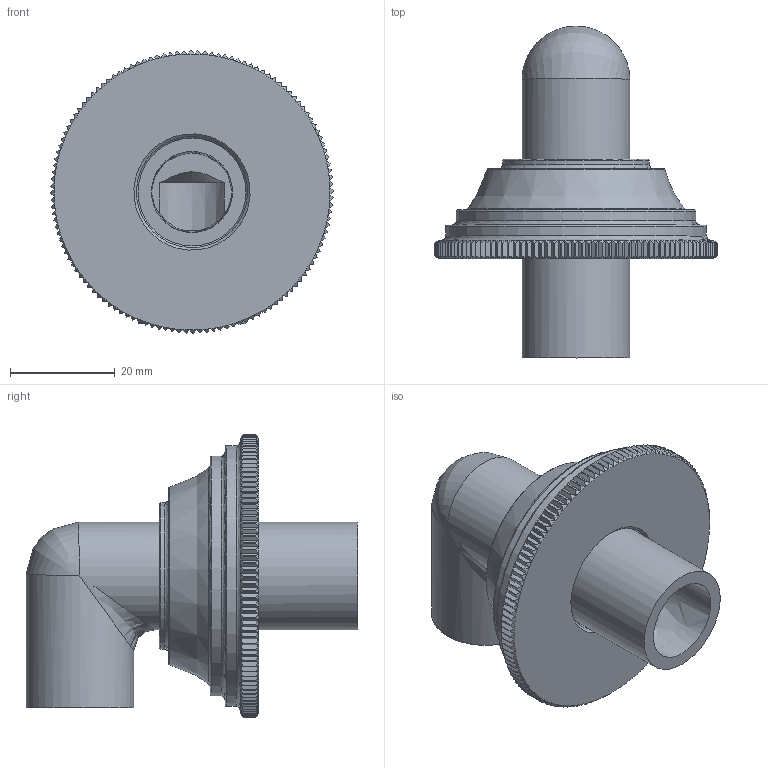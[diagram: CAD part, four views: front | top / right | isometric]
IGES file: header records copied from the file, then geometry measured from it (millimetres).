
Global section: file name: No Iges File Name specified; native system: Autodesk Inventor 2012; preprocessor: AutoDesk Inventor Iges Exporter R2012; author: adaniels; date: 20120917.110800; units: millimetre
Bounding box: 54 x 63.5 x 54 mm (x, y, z)
Volume: 33096 mm3; surface area: 17214.9 mm2
Topology: 3 solids, 3 shells, 677 faces, 1477 edges, 806 vertices
Faces by surface type: plane 267, cone 256, cylinder 134, revolution 13, torus 5, bspline 2
Full cylindrical faces by diameter (mm): 20.6 x2, 25.98 x1, 28 x1, 46 x1, 50 x1
